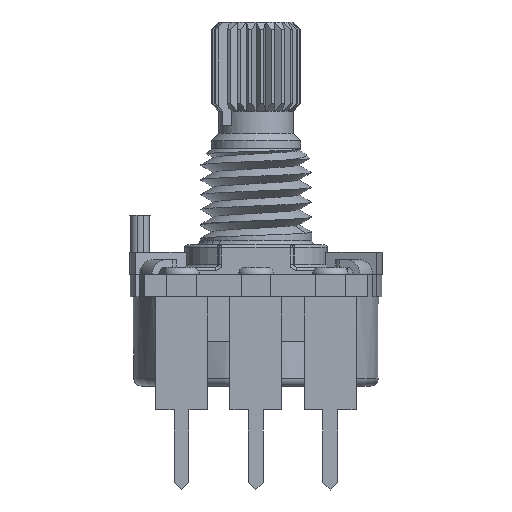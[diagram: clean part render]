
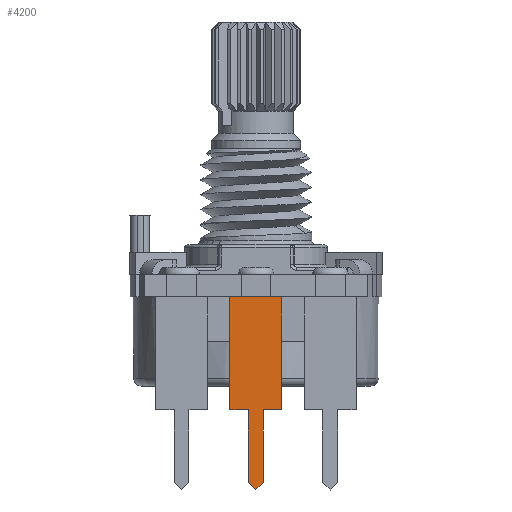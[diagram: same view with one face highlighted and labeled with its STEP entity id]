
A CAD part, front view. The second image highlights one B-rep face of the part: STEP entity #4200.
In plain terms, the highlighted planar face has unit normal (0, -1, 0).
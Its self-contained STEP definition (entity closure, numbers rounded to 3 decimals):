
#339 = EDGE_CURVE ( 'NONE', #9016, #1414, #4653, .T. ) ;
#391 = VECTOR ( 'NONE', #17136, 1000. ) ;
#760 = ORIENTED_EDGE ( 'NONE', *, *, #18439, .F. ) ;
#894 = LINE ( 'NONE', #1225, #17233 ) ;
#1225 = CARTESIAN_POINT ( 'NONE',  ( 3.5, 0., 0. ) ) ;
#1389 = VECTOR ( 'NONE', #5201, 1000. ) ;
#1414 = VERTEX_POINT ( 'NONE', #8087 ) ;
#1431 = LINE ( 'NONE', #19235, #10082 ) ;
#1605 = EDGE_CURVE ( 'NONE', #9046, #12409, #4741, .T. ) ;
#1761 = DIRECTION ( 'NONE',  ( 0., 0., 1. ) ) ;
#2051 = CARTESIAN_POINT ( 'NONE',  ( 3.5, 0., 0. ) ) ;
#2698 = CARTESIAN_POINT ( 'NONE',  ( 0., 0., -7.6 ) ) ;
#2718 = ORIENTED_EDGE ( 'NONE', *, *, #2774, .F. ) ;
#2774 = EDGE_CURVE ( 'NONE', #15861, #9046, #18481, .T. ) ;
#2956 = LINE ( 'NONE', #14089, #13828 ) ;
#3111 = CARTESIAN_POINT ( 'NONE',  ( 1.75, 0., -13. ) ) ;
#3368 = ORIENTED_EDGE ( 'NONE', *, *, #1605, .F. ) ;
#3496 = DIRECTION ( 'NONE',  ( 0., 0., -1. ) ) ;
#3666 = CARTESIAN_POINT ( 'NONE',  ( 1.75, 0., -13. ) ) ;
#3811 = DIRECTION ( 'NONE',  ( 0., 1., 0. ) ) ;
#3883 = LINE ( 'NONE', #2051, #1389 ) ;
#4063 = CARTESIAN_POINT ( 'NONE',  ( 3.5, 0., 0. ) ) ;
#4200 = ADVANCED_FACE ( 'NONE', ( #17161 ), #8512, .F. ) ;
#4472 = ORIENTED_EDGE ( 'NONE', *, *, #10645, .F. ) ;
#4653 = LINE ( 'NONE', #3111, #391 ) ;
#4688 = ORIENTED_EDGE ( 'NONE', *, *, #5082, .T. ) ;
#4741 = LINE ( 'NONE', #9835, #20277 ) ;
#5082 = EDGE_CURVE ( 'NONE', #14506, #12697, #894, .T. ) ;
#5201 = DIRECTION ( 'NONE',  ( 0., 0., -1. ) ) ;
#5339 = EDGE_CURVE ( 'NONE', #15861, #9016, #1431, .T. ) ;
#6595 = LINE ( 'NONE', #16963, #15950 ) ;
#7142 = ORIENTED_EDGE ( 'NONE', *, *, #339, .T. ) ;
#7203 = AXIS2_PLACEMENT_3D ( 'NONE', #10177, #3811, #14912 ) ;
#7537 = DIRECTION ( 'NONE',  ( 0., 0., -1. ) ) ;
#7810 = CARTESIAN_POINT ( 'NONE',  ( 2.25, 0., -7.6 ) ) ;
#8087 = CARTESIAN_POINT ( 'NONE',  ( 2.25, 0., -12.5 ) ) ;
#8512 = PLANE ( 'NONE',  #7203 ) ;
#8642 = CARTESIAN_POINT ( 'NONE',  ( 1.25, 0., -7.6 ) ) ;
#9016 = VERTEX_POINT ( 'NONE', #3666 ) ;
#9046 = VERTEX_POINT ( 'NONE', #8642 ) ;
#9835 = CARTESIAN_POINT ( 'NONE',  ( 1.25, 0., -7.6 ) ) ;
#10082 = VECTOR ( 'NONE', #11327, 1000. ) ;
#10106 = VECTOR ( 'NONE', #1761, 1000. ) ;
#10177 = CARTESIAN_POINT ( 'NONE',  ( 3.5, 0., 0. ) ) ;
#10645 = EDGE_CURVE ( 'NONE', #14506, #18172, #3883, .T. ) ;
#10878 = EDGE_CURVE ( 'NONE', #19120, #1414, #6595, .T. ) ;
#10925 = EDGE_LOOP ( 'NONE', ( #2718, #18834, #7142, #11484, #760, #4472, #4688, #10983, #3368 ) ) ;
#10983 = ORIENTED_EDGE ( 'NONE', *, *, #11041, .T. ) ;
#11013 = LINE ( 'NONE', #11296, #18890 ) ;
#11041 = EDGE_CURVE ( 'NONE', #12697, #12409, #11013, .T. ) ;
#11296 = CARTESIAN_POINT ( 'NONE',  ( 0., 0., 0. ) ) ;
#11325 = CARTESIAN_POINT ( 'NONE',  ( 1.25, 0., -13. ) ) ;
#11327 = DIRECTION ( 'NONE',  ( 0.707, 0., -0.707 ) ) ;
#11484 = ORIENTED_EDGE ( 'NONE', *, *, #10878, .F. ) ;
#12409 = VERTEX_POINT ( 'NONE', #2698 ) ;
#12430 = DIRECTION ( 'NONE',  ( -1., 0., 0. ) ) ;
#12697 = VERTEX_POINT ( 'NONE', #18090 ) ;
#13509 = CARTESIAN_POINT ( 'NONE',  ( 3.5, 0., -7.6 ) ) ;
#13828 = VECTOR ( 'NONE', #12430, 1000. ) ;
#14089 = CARTESIAN_POINT ( 'NONE',  ( 3.5, 0., -7.6 ) ) ;
#14506 = VERTEX_POINT ( 'NONE', #4063 ) ;
#14912 = DIRECTION ( 'NONE',  ( 0., 0., 1. ) ) ;
#15861 = VERTEX_POINT ( 'NONE', #19093 ) ;
#15950 = VECTOR ( 'NONE', #7537, 1000. ) ;
#16963 = CARTESIAN_POINT ( 'NONE',  ( 2.25, 0., -13. ) ) ;
#17136 = DIRECTION ( 'NONE',  ( 0.707, 0., 0.707 ) ) ;
#17161 = FACE_OUTER_BOUND ( 'NONE', #10925, .T. ) ;
#17233 = VECTOR ( 'NONE', #18504, 1000. ) ;
#18090 = CARTESIAN_POINT ( 'NONE',  ( 0., 0., 0. ) ) ;
#18172 = VERTEX_POINT ( 'NONE', #13509 ) ;
#18439 = EDGE_CURVE ( 'NONE', #18172, #19120, #2956, .T. ) ;
#18481 = LINE ( 'NONE', #11325, #10106 ) ;
#18504 = DIRECTION ( 'NONE',  ( -1., 0., 0. ) ) ;
#18834 = ORIENTED_EDGE ( 'NONE', *, *, #5339, .T. ) ;
#18890 = VECTOR ( 'NONE', #3496, 1000. ) ;
#19093 = CARTESIAN_POINT ( 'NONE',  ( 1.25, 0., -12.5 ) ) ;
#19120 = VERTEX_POINT ( 'NONE', #7810 ) ;
#19235 = CARTESIAN_POINT ( 'NONE',  ( 1.25, 0., -12.5 ) ) ;
#19504 = DIRECTION ( 'NONE',  ( -1., 0., 0. ) ) ;
#20277 = VECTOR ( 'NONE', #19504, 1000. ) ;
